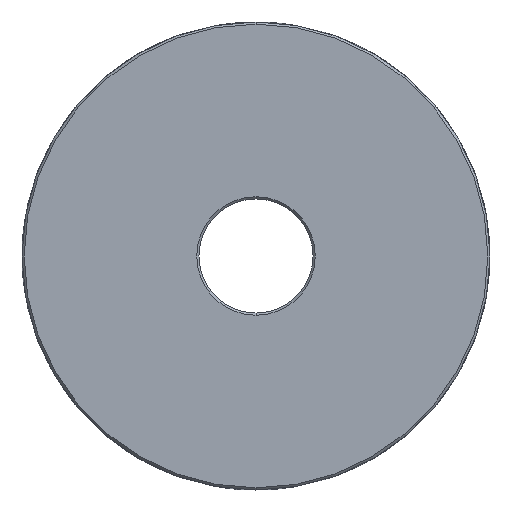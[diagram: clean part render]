
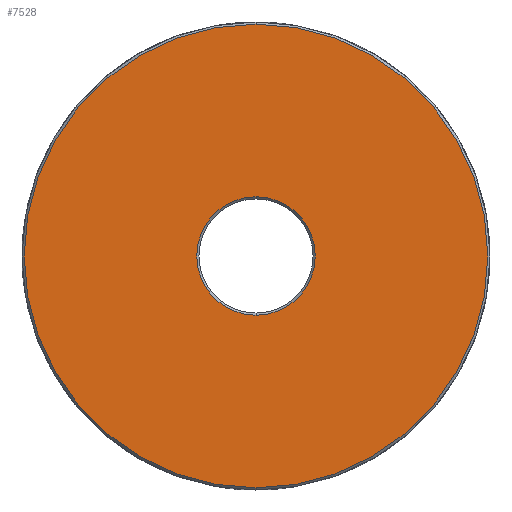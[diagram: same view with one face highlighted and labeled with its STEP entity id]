
A CAD part, left-side view. The second image highlights one B-rep face of the part: STEP entity #7528.
In plain terms, the highlighted planar face has unit normal (-1, 0, 0).
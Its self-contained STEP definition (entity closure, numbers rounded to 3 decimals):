
#807 = CIRCLE ( 'NONE', #10037, 10.381 ) ;
#849 = CIRCLE ( 'NONE', #10051, 40.619 ) ;
#1071 = CARTESIAN_POINT ( 'NONE',  ( -43., 0., 0. ) ) ;
#1072 = DIRECTION ( 'NONE',  ( -1., 0., 0. ) ) ;
#1073 = DIRECTION ( 'NONE',  ( 0., 0., -1. ) ) ;
#1144 = CARTESIAN_POINT ( 'NONE',  ( -43., 0., 0. ) ) ;
#1147 = DIRECTION ( 'NONE',  ( 1., 0., 0. ) ) ;
#1148 = DIRECTION ( 'NONE',  ( 0., 0., -1. ) ) ;
#1890 = CARTESIAN_POINT ( 'NONE',  ( -43., 0., 0. ) ) ;
#1891 = PLANE ( 'NONE',  #10125 ) ;
#1893 = DIRECTION ( 'NONE',  ( -1., 0., 0. ) ) ;
#1894 = DIRECTION ( 'NONE',  ( 0., 0., -1. ) ) ;
#2442 = FACE_OUTER_BOUND ( 'NONE', #5576, .T. ) ;
#2445 = FACE_BOUND ( 'NONE', #5580, .T. ) ;
#2944 = AXIS2_PLACEMENT_3D ( 'NONE', #3557, #3565, #3566 ) ;
#3557 = CARTESIAN_POINT ( 'NONE',  ( -43., 0., 0. ) ) ;
#3565 = DIRECTION ( 'NONE',  ( -1., 0., 0. ) ) ;
#3566 = DIRECTION ( 'NONE',  ( 0., 0., -1. ) ) ;
#3773 = CIRCLE ( 'NONE', #2944, 10.381 ) ;
#5576 = EDGE_LOOP ( 'NONE', ( #8304, #8305 ) ) ;
#5580 = EDGE_LOOP ( 'NONE', ( #8306, #8307 ) ) ;
#5788 = VERTEX_POINT ( 'NONE', #8101 ) ;
#5789 = VERTEX_POINT ( 'NONE', #8102 ) ;
#5790 = VERTEX_POINT ( 'NONE', #8103 ) ;
#5791 = VERTEX_POINT ( 'NONE', #8104 ) ;
#6041 = EDGE_CURVE ( 'NONE', #5788, #5789, #9497, .T. ) ;
#7071 = EDGE_CURVE ( 'NONE', #5791, #5790, #807, .T. ) ;
#7099 = EDGE_CURVE ( 'NONE', #5789, #5788, #849, .T. ) ;
#7528 = ADVANCED_FACE ( 'NONE', ( #2442, #2445 ), #1891, .T. ) ;
#7749 = EDGE_CURVE ( 'NONE', #5790, #5791, #3773, .T. ) ;
#8101 = CARTESIAN_POINT ( 'NONE',  ( -43., 0., -40.619 ) ) ;
#8102 = CARTESIAN_POINT ( 'NONE',  ( -43., 0., 40.619 ) ) ;
#8103 = CARTESIAN_POINT ( 'NONE',  ( -43., 0., -10.381 ) ) ;
#8104 = CARTESIAN_POINT ( 'NONE',  ( -43., 0., 10.381 ) ) ;
#8304 = ORIENTED_EDGE ( 'NONE', *, *, #7099, .F. ) ;
#8305 = ORIENTED_EDGE ( 'NONE', *, *, #6041, .F. ) ;
#8306 = ORIENTED_EDGE ( 'NONE', *, *, #7749, .F. ) ;
#8307 = ORIENTED_EDGE ( 'NONE', *, *, #7071, .F. ) ;
#8868 = AXIS2_PLACEMENT_3D ( 'NONE', #9729, #9730, #9731 ) ;
#9497 = CIRCLE ( 'NONE', #8868, 40.619 ) ;
#9729 = CARTESIAN_POINT ( 'NONE',  ( -43., 0., 0. ) ) ;
#9730 = DIRECTION ( 'NONE',  ( 1., 0., 0. ) ) ;
#9731 = DIRECTION ( 'NONE',  ( 0., 0., -1. ) ) ;
#10037 = AXIS2_PLACEMENT_3D ( 'NONE', #1071, #1072, #1073 ) ;
#10051 = AXIS2_PLACEMENT_3D ( 'NONE', #1144, #1147, #1148 ) ;
#10125 = AXIS2_PLACEMENT_3D ( 'NONE', #1890, #1893, #1894 ) ;
